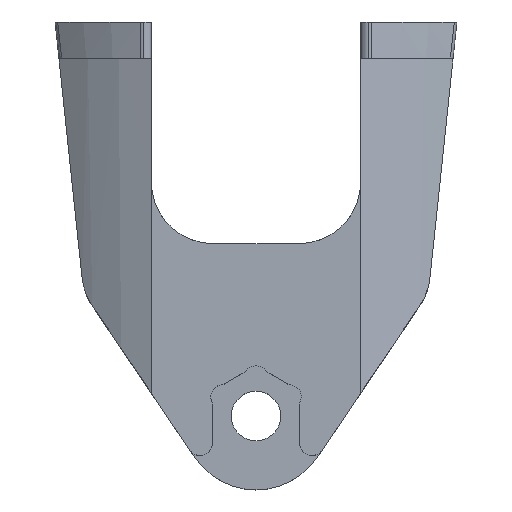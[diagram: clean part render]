
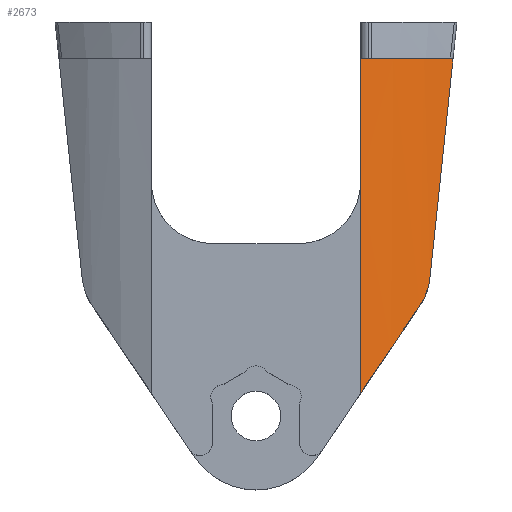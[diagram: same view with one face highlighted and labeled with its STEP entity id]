
A CAD part, top view. The second image highlights one B-rep face of the part: STEP entity #2673.
In plain terms, the highlighted cylindrical face has radius 40.481 mm (diameter 80.962 mm), a partial arc.
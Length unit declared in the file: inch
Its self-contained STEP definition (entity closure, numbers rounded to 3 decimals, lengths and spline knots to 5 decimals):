
#7 = LINE ( 'NONE', #20, #2378 ) ;
#20 = CARTESIAN_POINT ( 'NONE',  ( 0.53125, 2., 0.3496 ) ) ;
#81 = CARTESIAN_POINT ( 'NONE',  ( 0.99981, 1.8125, 0.08814 ) ) ;
#100 = VERTEX_POINT ( 'NONE', #1274 ) ;
#111 = FACE_OUTER_BOUND ( 'NONE', #1549, .T. ) ;
#123 =( BOUNDED_CURVE ( )  B_SPLINE_CURVE ( 3, ( #769, #751, #549, #1382 ),
 .UNSPECIFIED., .F., .T. ) 
 B_SPLINE_CURVE_WITH_KNOTS ( ( 4, 4 ),
 ( 1.91063, 2.11951 ),
 .UNSPECIFIED. ) 
 CURVE ( )  GEOMETRIC_REPRESENTATION_ITEM ( )  RATIONAL_B_SPLINE_CURVE ( ( 1., 0.996, 0.996, 1. ) ) 
 REPRESENTATION_ITEM ( '' )  );
#173 = LINE ( 'NONE', #410, #760 ) ;
#218 = EDGE_CURVE ( 'NONE', #100, #2010, #1261, .T. ) ;
#319 = CARTESIAN_POINT ( 'NONE',  ( 0.92333, 1.08478, 0.14694 ) ) ;
#398 = DIRECTION ( 'NONE',  ( 0., 1., 0. ) ) ;
#402 = VERTEX_POINT ( 'NONE', #2267 ) ;
#410 = CARTESIAN_POINT ( 'NONE',  ( 0.53125, -0.375, 0.3496 ) ) ;
#414 = EDGE_CURVE ( 'NONE', #2358, #2072, #123, .T. ) ;
#472 = ORIENTED_EDGE ( 'NONE', *, *, #414, .T. ) ;
#549 = CARTESIAN_POINT ( 'NONE',  ( 0.73644, 0.41998, 0.26476 ) ) ;
#568 = ORIENTED_EDGE ( 'NONE', *, *, #1965, .T. ) ;
#601 = VERTEX_POINT ( 'NONE', #1401 ) ;
#717 = EDGE_CURVE ( 'NONE', #601, #2010, #2380, .T. ) ;
#751 = CARTESIAN_POINT ( 'NONE',  ( 0.63606, 0.27145, 0.31255 ) ) ;
#760 = VECTOR ( 'NONE', #838, 39.37008 ) ;
#769 = CARTESIAN_POINT ( 'NONE',  ( 0.53125, 0.11636, 0.3496 ) ) ;
#838 = DIRECTION ( 'NONE',  ( 0., 1., 0. ) ) ;
#913 = ORIENTED_EDGE ( 'NONE', *, *, #1485, .F. ) ;
#917 = CARTESIAN_POINT ( 'NONE',  ( 0.88316, 0.70264, 0.17368 ) ) ;
#930 = CARTESIAN_POINT ( 'NONE',  ( 0.8737, 0.65147, 0.17993 ) ) ;
#931 = ORIENTED_EDGE ( 'NONE', *, *, #218, .T. ) ;
#959 = CARTESIAN_POINT ( 'NONE',  ( 0.86994, 0.63901, 0.18239 ) ) ;
#1039 = ORIENTED_EDGE ( 'NONE', *, *, #1732, .T. ) ;
#1096 = CARTESIAN_POINT ( 'NONE',  ( 0.53125, 0.11636, 0.3496 ) ) ;
#1183 = CARTESIAN_POINT ( 'NONE',  ( 0.84523, 0.58095, 0.19825 ) ) ;
#1194 = CYLINDRICAL_SURFACE ( 'NONE', #1762, 1.59375 ) ;
#1224 = CARTESIAN_POINT ( 'NONE',  ( 0.83129, 0.56032, 0.20678 ) ) ;
#1225 = DIRECTION ( 'NONE',  ( 0., 0., -1. ) ) ;
#1261 =( BOUNDED_CURVE ( )  B_SPLINE_CURVE ( 3, ( #2195, #319, #1542, #81 ),
 .UNSPECIFIED., .F., .T. ) 
 B_SPLINE_CURVE_WITH_KNOTS ( ( 4, 4 ),
 ( 2.15813, 2.24892 ),
 .UNSPECIFIED. ) 
 CURVE ( )  GEOMETRIC_REPRESENTATION_ITEM ( )  RATIONAL_B_SPLINE_CURVE ( ( 1., 0.999, 0.999, 1. ) ) 
 REPRESENTATION_ITEM ( '' )  );
#1274 = CARTESIAN_POINT ( 'NONE',  ( 0.88316, 0.70264, 0.17368 ) ) ;
#1323 = B_SPLINE_CURVE_WITH_KNOTS ( 'NONE', 3,
 ( #1384, #1183, #2406, #959, #930, #1770, #2608, #917 ),
 .UNSPECIFIED., .F., .F.,
 ( 4, 2, 2, 4 ),
 ( 0., 0.00198, 0.00297, 0.00396 ),
 .UNSPECIFIED. ) ;
#1382 = CARTESIAN_POINT ( 'NONE',  ( 0.83129, 0.56032, 0.20678 ) ) ;
#1384 = CARTESIAN_POINT ( 'NONE',  ( 0.83129, 0.56032, 0.20678 ) ) ;
#1401 = CARTESIAN_POINT ( 'NONE',  ( 0.53125, 1.8125, 0.3496 ) ) ;
#1485 = EDGE_CURVE ( 'NONE', #2358, #402, #173, .T. ) ;
#1542 = CARTESIAN_POINT ( 'NONE',  ( 0.96224, 1.45499, 0.1184 ) ) ;
#1549 = EDGE_LOOP ( 'NONE', ( #568, #913, #472, #1039, #931, #2574 ) ) ;
#1644 = DIRECTION ( 'NONE',  ( 0., -1., 0. ) ) ;
#1732 = EDGE_CURVE ( 'NONE', #2072, #100, #1323, .T. ) ;
#1762 = AXIS2_PLACEMENT_3D ( 'NONE', #2240, #1644, #1225 ) ;
#1770 = CARTESIAN_POINT ( 'NONE',  ( 0.8796, 0.67671, 0.17604 ) ) ;
#1925 = CARTESIAN_POINT ( 'NONE',  ( 0.99981, 1.8125, 0.08814 ) ) ;
#1965 = EDGE_CURVE ( 'NONE', #601, #402, #7, .T. ) ;
#2010 = VERTEX_POINT ( 'NONE', #1925 ) ;
#2047 = CARTESIAN_POINT ( 'NONE',  ( 0., 1.8125, -1.153 ) ) ;
#2072 = VERTEX_POINT ( 'NONE', #1224 ) ;
#2195 = CARTESIAN_POINT ( 'NONE',  ( 0.88316, 0.70264, 0.17368 ) ) ;
#2240 = CARTESIAN_POINT ( 'NONE',  ( 0., 2., -1.153 ) ) ;
#2267 = CARTESIAN_POINT ( 'NONE',  ( 0.53125, 1.1875, 0.3496 ) ) ;
#2313 = DIRECTION ( 'NONE',  ( 0., -1., 0. ) ) ;
#2358 = VERTEX_POINT ( 'NONE', #1096 ) ;
#2378 = VECTOR ( 'NONE', #2313, 39.37008 ) ;
#2380 = CIRCLE ( 'NONE', #2629, 1.59375 ) ;
#2406 = CARTESIAN_POINT ( 'NONE',  ( 0.85669, 0.60314, 0.19096 ) ) ;
#2506 = DIRECTION ( 'NONE',  ( 0., 0., 1. ) ) ;
#2574 = ORIENTED_EDGE ( 'NONE', *, *, #717, .F. ) ;
#2608 = CARTESIAN_POINT ( 'NONE',  ( 0.88179, 0.68956, 0.17459 ) ) ;
#2629 = AXIS2_PLACEMENT_3D ( 'NONE', #2047, #398, #2506 ) ;
#2673 = ADVANCED_FACE ( 'NONE', ( #111 ), #1194, .T. ) ;
